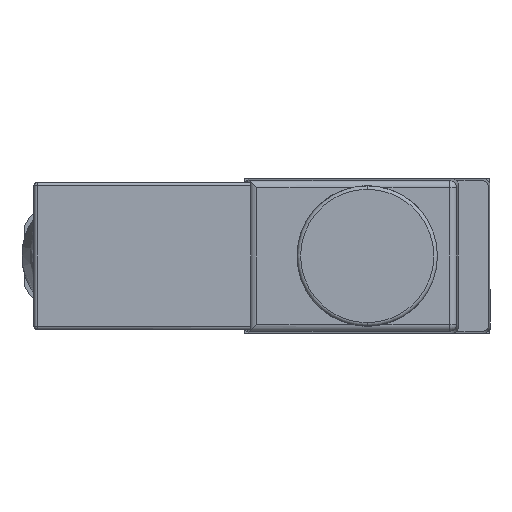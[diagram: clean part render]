
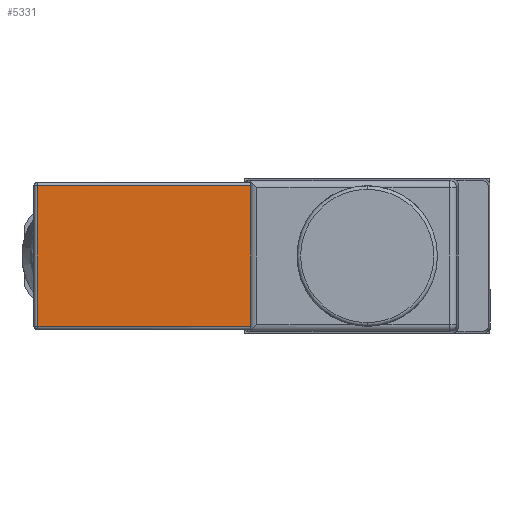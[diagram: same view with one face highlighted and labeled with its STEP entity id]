
A CAD part, left-side view. The second image highlights one B-rep face of the part: STEP entity #5331.
In plain terms, the highlighted planar face has unit normal (-1, 0, 0).
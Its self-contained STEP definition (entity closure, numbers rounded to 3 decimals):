
#69 = DIRECTION ( 'NONE',  ( 0., -1., 0. ) ) ;
#507 = VERTEX_POINT ( 'NONE', #1942 ) ;
#531 = LINE ( 'NONE', #7561, #6595 ) ;
#546 = CARTESIAN_POINT ( 'NONE',  ( -74.7, 16.613, 10. ) ) ;
#616 = LINE ( 'NONE', #546, #6674 ) ;
#653 = ORIENTED_EDGE ( 'NONE', *, *, #4525, .F. ) ;
#819 = FACE_OUTER_BOUND ( 'NONE', #3294, .T. ) ;
#1063 = CARTESIAN_POINT ( 'NONE',  ( -74.7, -500000., 10.5 ) ) ;
#1086 = ORIENTED_EDGE ( 'NONE', *, *, #5109, .F. ) ;
#1572 = VECTOR ( 'NONE', #5270, 1000. ) ;
#1804 = DIRECTION ( 'NONE',  ( 0., 0., -1. ) ) ;
#1942 = CARTESIAN_POINT ( 'NONE',  ( -74.7, 47., -10. ) ) ;
#2425 = VECTOR ( 'NONE', #69, 1000. ) ;
#2955 = DIRECTION ( 'NONE',  ( -1., 0., 0. ) ) ;
#3028 = VERTEX_POINT ( 'NONE', #5630 ) ;
#3163 = LINE ( 'NONE', #5287, #1572 ) ;
#3294 = EDGE_LOOP ( 'NONE', ( #5568, #653, #1086, #5541 ) ) ;
#4142 = CARTESIAN_POINT ( 'NONE',  ( -74.7, 16.613, -10. ) ) ;
#4202 = VERTEX_POINT ( 'NONE', #6050 ) ;
#4525 = EDGE_CURVE ( 'NONE', #507, #3028, #3163, .T. ) ;
#4630 = EDGE_CURVE ( 'NONE', #3028, #4202, #7000, .T. ) ;
#4853 = CARTESIAN_POINT ( 'NONE',  ( -74.7, -500000., 10. ) ) ;
#5109 = EDGE_CURVE ( 'NONE', #6822, #507, #531, .T. ) ;
#5270 = DIRECTION ( 'NONE',  ( 0., 0., 1. ) ) ;
#5287 = CARTESIAN_POINT ( 'NONE',  ( -74.7, 47., 10.5 ) ) ;
#5331 = ADVANCED_FACE ( 'NONE', ( #819 ), #6408, .T. ) ;
#5346 = DIRECTION ( 'NONE',  ( 0., 1., 0. ) ) ;
#5375 = EDGE_CURVE ( 'NONE', #4202, #6822, #616, .T. ) ;
#5541 = ORIENTED_EDGE ( 'NONE', *, *, #5375, .F. ) ;
#5568 = ORIENTED_EDGE ( 'NONE', *, *, #4630, .F. ) ;
#5630 = CARTESIAN_POINT ( 'NONE',  ( -74.7, 47., 10. ) ) ;
#6050 = CARTESIAN_POINT ( 'NONE',  ( -74.7, 16.613, 10. ) ) ;
#6408 = PLANE ( 'NONE',  #6885 ) ;
#6595 = VECTOR ( 'NONE', #5346, 1000. ) ;
#6674 = VECTOR ( 'NONE', #1804, 1000. ) ;
#6822 = VERTEX_POINT ( 'NONE', #4142 ) ;
#6885 = AXIS2_PLACEMENT_3D ( 'NONE', #1063, #2955, #6956 ) ;
#6956 = DIRECTION ( 'NONE',  ( 0., 0., -1. ) ) ;
#7000 = LINE ( 'NONE', #4853, #2425 ) ;
#7561 = CARTESIAN_POINT ( 'NONE',  ( -74.7, -500000., -10. ) ) ;
